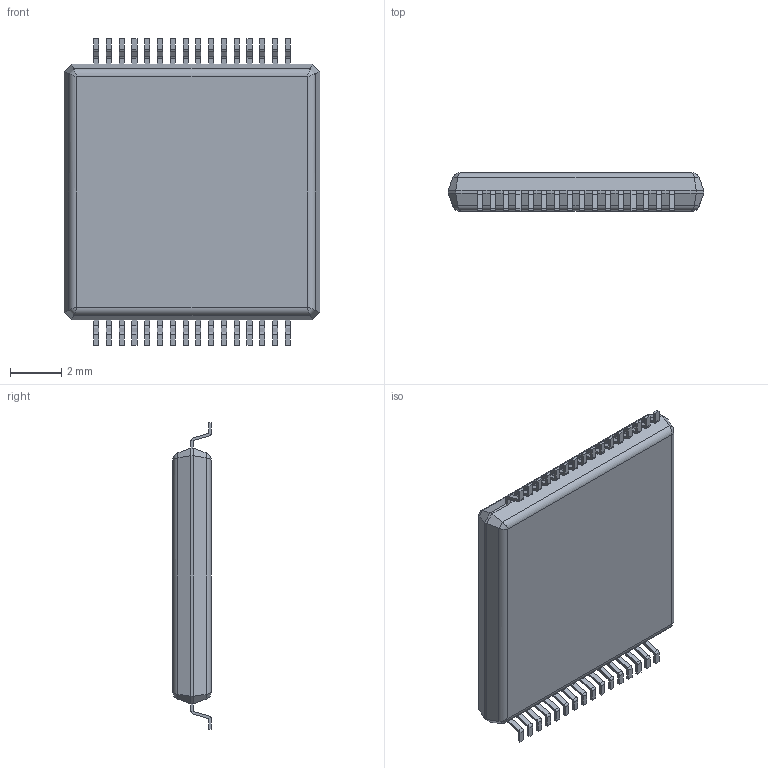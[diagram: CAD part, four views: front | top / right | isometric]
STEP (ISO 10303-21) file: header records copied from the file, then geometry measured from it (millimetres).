
FILE_DESCRIPTION (( 'STEP AP214' ), '1' );
FILE_NAME ('User Library-LQFP-64-1.STEP', '2018-12-05T08:02:31', ( '' ), ( '' ), 'SwSTEP 2.0', 'SolidWorks 2018', '' );
FILE_SCHEMA (( 'AUTOMOTIVE_DESIGN' ));
Length unit declared in the file: millimetre
Products named in the file (1): User Library-LQFP-64-1
Bounding box: 10 x 1.5 x 12 mm (x, y, z)
Volume: 143.1 mm3; surface area: 266.4 mm2
Topology: 1 solids, 1 shells, 549 faces, 1446 edges, 910 vertices
Faces by surface type: plane 398, cylinder 114, bspline 35, torus 2
Entity records: 24435 total; most frequent: CARTESIAN_POINT 4997, ORIENTED_EDGE 2892, DIRECTION 2590, EDGE_CURVE 1446, VECTOR 1160, LINE 1160, VERTEX_POINT 910, AXIS2_PLACEMENT_3D 715
